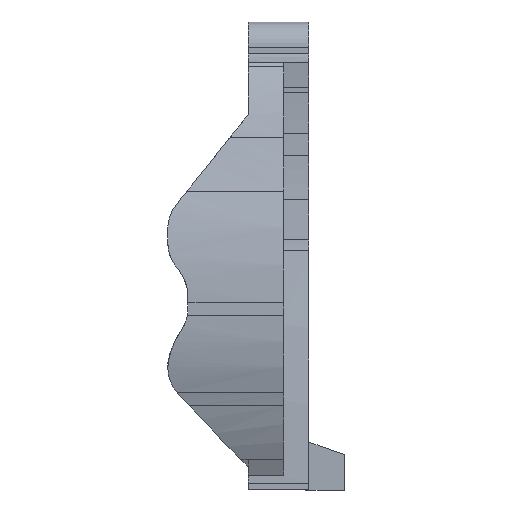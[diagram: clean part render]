
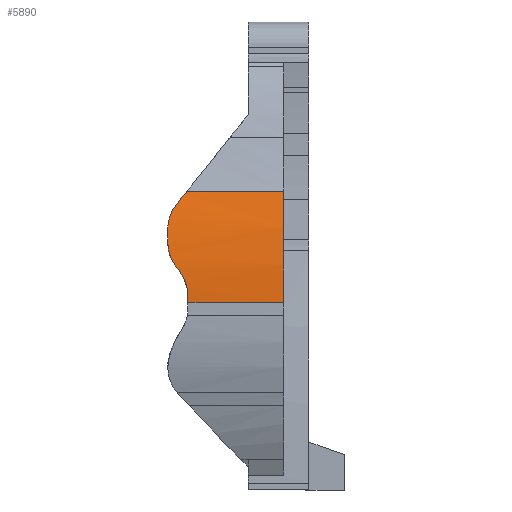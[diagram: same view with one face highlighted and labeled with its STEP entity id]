
A CAD part, front view. The second image highlights one B-rep face of the part: STEP entity #5890.
In plain terms, the highlighted cylindrical face has radius 67.5 mm (diameter 135 mm), a partial arc.
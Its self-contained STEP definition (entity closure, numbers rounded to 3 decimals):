
#33=ELLIPSE('',#6306,86.442,67.5);
#431=FACE_OUTER_BOUND('',#755,.T.);
#755=EDGE_LOOP('',(#5296,#5297,#5298,#5299,#5300,#5301,#5302,#5303,#5304));
#868=CIRCLE('',#6328,67.5);
#869=CIRCLE('',#6333,67.5);
#872=CIRCLE('',#6340,67.5);
#1262=B_SPLINE_CURVE_WITH_KNOTS('',3,(#20209,#20210,#20211,#20212,#20213,
#20214),.UNSPECIFIED.,.F.,.F.,(4,2,4),(0.699,0.919,
1.229),.UNSPECIFIED.);
#1265=B_SPLINE_CURVE_WITH_KNOTS('',3,(#20252,#20253,#20254,#20255,#20256,
#20257),.UNSPECIFIED.,.F.,.F.,(4,2,4),(1.222,1.526,
1.771),.UNSPECIFIED.);
#1266=B_SPLINE_CURVE_WITH_KNOTS('',3,(#20262,#20263,#20264,#20265,#20266,
#20267),.UNSPECIFIED.,.F.,.F.,(4,2,4),(3.268,3.527,
3.848),.UNSPECIFIED.);
#1641=LINE('',#20331,#2019);
#1642=LINE('',#20335,#2020);
#2019=VECTOR('',#7581,10.);
#2020=VECTOR('',#7586,10.);
#2598=VERTEX_POINT('',#20206);
#2599=VERTEX_POINT('',#20208);
#2600=VERTEX_POINT('',#20217);
#2608=VERTEX_POINT('',#20249);
#2609=VERTEX_POINT('',#20251);
#2610=VERTEX_POINT('',#20260);
#2618=VERTEX_POINT('',#20306);
#2623=VERTEX_POINT('',#20329);
#2624=VERTEX_POINT('',#20333);
#3479=EDGE_CURVE('',#2599,#2598,#1262,.T.);
#3481=EDGE_CURVE('',#2600,#2599,#33,.T.);
#3494=EDGE_CURVE('',#2609,#2608,#1265,.T.);
#3497=EDGE_CURVE('',#2610,#2608,#1266,.F.);
#3512=EDGE_CURVE('',#2610,#2618,#868,.T.);
#3516=EDGE_CURVE('',#2598,#2609,#869,.T.);
#3523=EDGE_CURVE('',#2623,#2618,#1641,.T.);
#3524=EDGE_CURVE('',#2623,#2624,#872,.T.);
#3525=EDGE_CURVE('',#2624,#2600,#1642,.T.);
#5296=ORIENTED_EDGE('',*,*,#3524,.T.);
#5297=ORIENTED_EDGE('',*,*,#3525,.T.);
#5298=ORIENTED_EDGE('',*,*,#3481,.T.);
#5299=ORIENTED_EDGE('',*,*,#3479,.T.);
#5300=ORIENTED_EDGE('',*,*,#3516,.T.);
#5301=ORIENTED_EDGE('',*,*,#3494,.T.);
#5302=ORIENTED_EDGE('',*,*,#3497,.F.);
#5303=ORIENTED_EDGE('',*,*,#3512,.T.);
#5304=ORIENTED_EDGE('',*,*,#3523,.F.);
#5582=CYLINDRICAL_SURFACE('',#6339,67.5);
#5890=ADVANCED_FACE('',(#431),#5582,.T.);
#6306=AXIS2_PLACEMENT_3D('',#20218,#7496,#7497);
#6328=AXIS2_PLACEMENT_3D('',#20308,#7552,#7553);
#6333=AXIS2_PLACEMENT_3D('',#20317,#7565,#7566);
#6339=AXIS2_PLACEMENT_3D('',#20332,#7582,#7583);
#6340=AXIS2_PLACEMENT_3D('',#20334,#7584,#7585);
#7496=DIRECTION('center_axis',(0.781,0.,-0.625));
#7497=DIRECTION('ref_axis',(-0.625,0.,-0.781));
#7552=DIRECTION('center_axis',(1.,0.,0.));
#7553=DIRECTION('ref_axis',(0.,-0.945,0.328));
#7565=DIRECTION('center_axis',(1.,0.,0.));
#7566=DIRECTION('ref_axis',(0.,-0.945,0.328));
#7581=DIRECTION('',(-1.,0.,0.));
#7582=DIRECTION('center_axis',(1.,0.,0.));
#7583=DIRECTION('ref_axis',(0.,-1.,0.));
#7584=DIRECTION('center_axis',(-1.,0.,0.));
#7585=DIRECTION('ref_axis',(0.,-1.,0.));
#7586=DIRECTION('',(-1.,0.,0.));
#20206=CARTESIAN_POINT('',(-16.932,106.939,49.599));
#20208=CARTESIAN_POINT('',(-15.179,108.244,54.596));
#20209=CARTESIAN_POINT('Ctrl Pts',(-15.179,108.244,54.596));
#20210=CARTESIAN_POINT('Ctrl Pts',(-15.641,108.069,54.02));
#20211=CARTESIAN_POINT('Ctrl Pts',(-16.033,107.879,53.361));
#20212=CARTESIAN_POINT('Ctrl Pts',(-16.731,107.424,51.677));
#20213=CARTESIAN_POINT('Ctrl Pts',(-16.932,107.162,50.607));
#20214=CARTESIAN_POINT('Ctrl Pts',(-16.932,106.939,49.599));
#20217=CARTESIAN_POINT('',(-13.098,109.088,57.198));
#20218=CARTESIAN_POINT('Origin',(-30.804,172.856,35.065));
#20249=CARTESIAN_POINT('',(-14.993,105.697,41.841));
#20251=CARTESIAN_POINT('',(-16.932,106.431,47.063));
#20252=CARTESIAN_POINT('Ctrl Pts',(-16.932,106.431,47.063));
#20253=CARTESIAN_POINT('Ctrl Pts',(-16.932,106.251,46.067));
#20254=CARTESIAN_POINT('Ctrl Pts',(-16.734,106.084,44.998));
#20255=CARTESIAN_POINT('Ctrl Pts',(-15.999,105.845,43.216));
#20256=CARTESIAN_POINT('Ctrl Pts',(-15.537,105.761,42.472));
#20257=CARTESIAN_POINT('Ctrl Pts',(-14.993,105.697,41.841));
#20260=CARTESIAN_POINT('',(-12.932,105.367,36.293));
#20262=CARTESIAN_POINT('Ctrl Pts',(-14.993,105.697,41.841));
#20263=CARTESIAN_POINT('Ctrl Pts',(-14.42,105.63,41.176));
#20264=CARTESIAN_POINT('Ctrl Pts',(-13.93,105.561,40.391));
#20265=CARTESIAN_POINT('Ctrl Pts',(-13.146,105.436,38.502));
#20266=CARTESIAN_POINT('Ctrl Pts',(-12.932,105.387,37.362));
#20267=CARTESIAN_POINT('Ctrl Pts',(-12.932,105.367,36.293));
#20306=CARTESIAN_POINT('',(-12.932,105.356,35.065));
#20308=CARTESIAN_POINT('Origin',(-12.932,172.856,35.065));
#20317=CARTESIAN_POINT('Origin',(-16.932,172.856,35.065));
#20329=CARTESIAN_POINT('',(6.068,105.356,35.065));
#20331=CARTESIAN_POINT('',(6.068,105.356,35.065));
#20332=CARTESIAN_POINT('Origin',(6.068,172.856,35.065));
#20333=CARTESIAN_POINT('',(6.068,109.088,57.198));
#20334=CARTESIAN_POINT('Origin',(6.068,172.856,35.065));
#20335=CARTESIAN_POINT('',(6.068,109.088,57.198));
